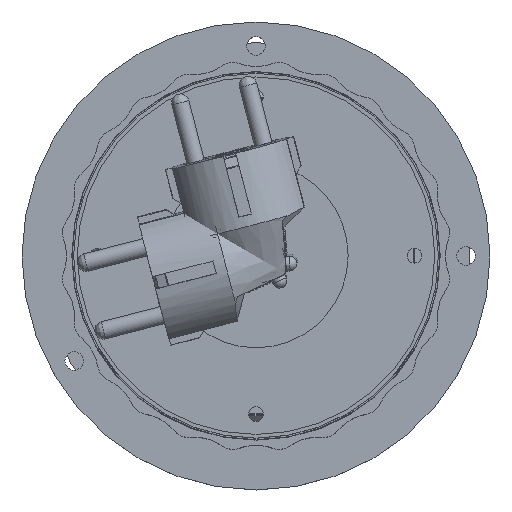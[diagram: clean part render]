
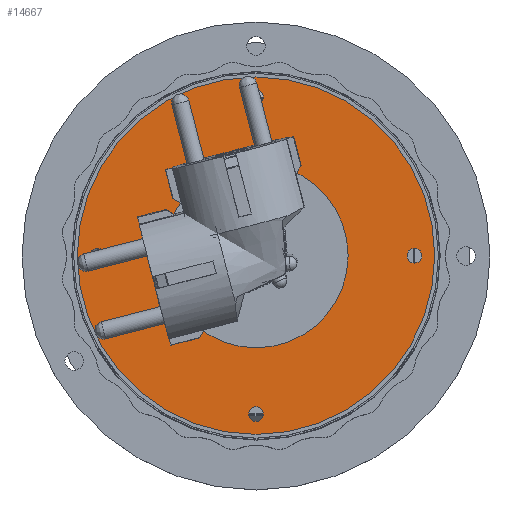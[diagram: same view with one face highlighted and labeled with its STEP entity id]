
A CAD part, top view. The second image highlights one B-rep face of the part: STEP entity #14667.
In plain terms, the highlighted planar face has unit normal (0, 0, 1).
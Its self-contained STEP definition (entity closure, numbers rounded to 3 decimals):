
#3317=FACE_BOUND('',#4369,.T.);
#3318=FACE_BOUND('',#4370,.T.);
#3319=FACE_BOUND('',#4371,.T.);
#3320=FACE_BOUND('',#4372,.T.);
#3321=FACE_BOUND('',#4373,.T.);
#3501=FACE_OUTER_BOUND('',#4368,.T.);
#4368=EDGE_LOOP('',(#9989));
#4369=EDGE_LOOP('',(#9990,#9991));
#4370=EDGE_LOOP('',(#9992,#9993));
#4371=EDGE_LOOP('',(#9994,#9995));
#4372=EDGE_LOOP('',(#9996,#9997));
#4373=EDGE_LOOP('',(#9998));
#5332=CIRCLE('',#15759,2.);
#5333=CIRCLE('',#15760,2.);
#5335=CIRCLE('',#15763,2.);
#5336=CIRCLE('',#15764,2.);
#5338=CIRCLE('',#15767,2.);
#5339=CIRCLE('',#15768,2.);
#5341=CIRCLE('',#15771,2.);
#5342=CIRCLE('',#15772,2.);
#5344=CIRCLE('',#15775,25.);
#5347=CIRCLE('',#15779,48.5);
#6090=VERTEX_POINT('',#21900);
#6091=VERTEX_POINT('',#21901);
#6093=VERTEX_POINT('',#21908);
#6094=VERTEX_POINT('',#21909);
#6096=VERTEX_POINT('',#21916);
#6097=VERTEX_POINT('',#21917);
#6099=VERTEX_POINT('',#21924);
#6100=VERTEX_POINT('',#21925);
#6102=VERTEX_POINT('',#21932);
#6105=VERTEX_POINT('',#21940);
#7606=EDGE_CURVE('',#6090,#6091,#5332,.T.);
#7607=EDGE_CURVE('',#6091,#6090,#5333,.T.);
#7610=EDGE_CURVE('',#6093,#6094,#5335,.T.);
#7611=EDGE_CURVE('',#6094,#6093,#5336,.T.);
#7614=EDGE_CURVE('',#6096,#6097,#5338,.T.);
#7615=EDGE_CURVE('',#6097,#6096,#5339,.T.);
#7618=EDGE_CURVE('',#6099,#6100,#5341,.T.);
#7619=EDGE_CURVE('',#6100,#6099,#5342,.T.);
#7622=EDGE_CURVE('',#6102,#6102,#5344,.T.);
#7627=EDGE_CURVE('',#6105,#6105,#5347,.T.);
#9989=ORIENTED_EDGE('',*,*,#7627,.F.);
#9990=ORIENTED_EDGE('',*,*,#7606,.T.);
#9991=ORIENTED_EDGE('',*,*,#7607,.T.);
#9992=ORIENTED_EDGE('',*,*,#7610,.T.);
#9993=ORIENTED_EDGE('',*,*,#7611,.T.);
#9994=ORIENTED_EDGE('',*,*,#7614,.T.);
#9995=ORIENTED_EDGE('',*,*,#7615,.T.);
#9996=ORIENTED_EDGE('',*,*,#7618,.T.);
#9997=ORIENTED_EDGE('',*,*,#7619,.T.);
#9998=ORIENTED_EDGE('',*,*,#7622,.T.);
#14167=PLANE('',#15781);
#14667=ADVANCED_FACE('',(#3501,#3317,#3318,#3319,#3320,#3321),#14167,.T.);
#15759=AXIS2_PLACEMENT_3D('',#21902,#17519,#17520);
#15760=AXIS2_PLACEMENT_3D('',#21903,#17521,#17522);
#15763=AXIS2_PLACEMENT_3D('',#21910,#17528,#17529);
#15764=AXIS2_PLACEMENT_3D('',#21911,#17530,#17531);
#15767=AXIS2_PLACEMENT_3D('',#21918,#17537,#17538);
#15768=AXIS2_PLACEMENT_3D('',#21919,#17539,#17540);
#15771=AXIS2_PLACEMENT_3D('',#21926,#17546,#17547);
#15772=AXIS2_PLACEMENT_3D('',#21927,#17548,#17549);
#15775=AXIS2_PLACEMENT_3D('',#21933,#17555,#17556);
#15779=AXIS2_PLACEMENT_3D('',#21942,#17565,#17566);
#15781=AXIS2_PLACEMENT_3D('',#21944,#17569,#17570);
#17519=DIRECTION('center_axis',(0.,0.,-1.));
#17520=DIRECTION('ref_axis',(1.,0.,0.));
#17521=DIRECTION('center_axis',(0.,0.,-1.));
#17522=DIRECTION('ref_axis',(1.,0.,0.));
#17528=DIRECTION('center_axis',(0.,0.,-1.));
#17529=DIRECTION('ref_axis',(1.,0.,0.));
#17530=DIRECTION('center_axis',(0.,0.,-1.));
#17531=DIRECTION('ref_axis',(1.,0.,0.));
#17537=DIRECTION('center_axis',(0.,0.,-1.));
#17538=DIRECTION('ref_axis',(1.,0.,0.));
#17539=DIRECTION('center_axis',(0.,0.,-1.));
#17540=DIRECTION('ref_axis',(1.,0.,0.));
#17546=DIRECTION('center_axis',(0.,0.,-1.));
#17547=DIRECTION('ref_axis',(1.,0.,0.));
#17548=DIRECTION('center_axis',(0.,0.,-1.));
#17549=DIRECTION('ref_axis',(1.,0.,0.));
#17555=DIRECTION('center_axis',(0.,0.,-1.));
#17556=DIRECTION('ref_axis',(-1.,0.,0.));
#17565=DIRECTION('center_axis',(0.,0.,-1.));
#17566=DIRECTION('ref_axis',(-1.,0.,0.));
#17569=DIRECTION('center_axis',(0.,0.,1.));
#17570=DIRECTION('ref_axis',(1.,0.,0.));
#21900=CARTESIAN_POINT('',(2.,-43.,100.));
#21901=CARTESIAN_POINT('',(-2.,-43.,100.));
#21902=CARTESIAN_POINT('Origin',(0.,-43.,100.));
#21903=CARTESIAN_POINT('Origin',(0.,-43.,100.));
#21908=CARTESIAN_POINT('',(2.,43.,100.));
#21909=CARTESIAN_POINT('',(-2.,43.,100.));
#21910=CARTESIAN_POINT('Origin',(0.,43.,100.));
#21911=CARTESIAN_POINT('Origin',(0.,43.,100.));
#21916=CARTESIAN_POINT('',(45.,0.,100.));
#21917=CARTESIAN_POINT('',(41.,0.,100.));
#21918=CARTESIAN_POINT('Origin',(43.,0.,100.));
#21919=CARTESIAN_POINT('Origin',(43.,0.,100.));
#21924=CARTESIAN_POINT('',(-41.,0.,100.));
#21925=CARTESIAN_POINT('',(-45.,0.,100.));
#21926=CARTESIAN_POINT('Origin',(-43.,0.,100.));
#21927=CARTESIAN_POINT('Origin',(-43.,0.,100.));
#21932=CARTESIAN_POINT('',(25.,0.,100.));
#21933=CARTESIAN_POINT('Origin',(0.,0.,100.));
#21940=CARTESIAN_POINT('',(48.5,0.,100.));
#21942=CARTESIAN_POINT('Origin',(0.,0.,100.));
#21944=CARTESIAN_POINT('Origin',(0.,0.,
100.));
